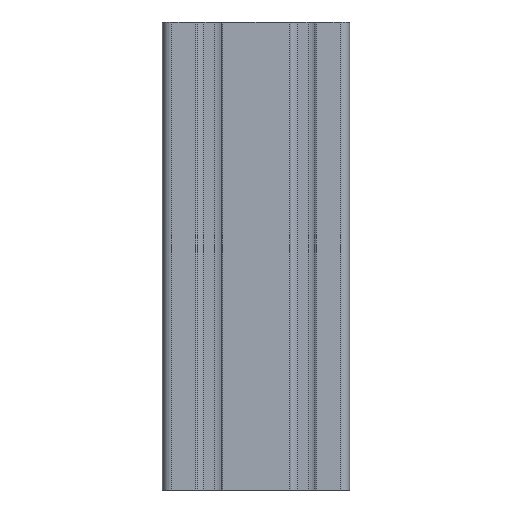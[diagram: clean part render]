
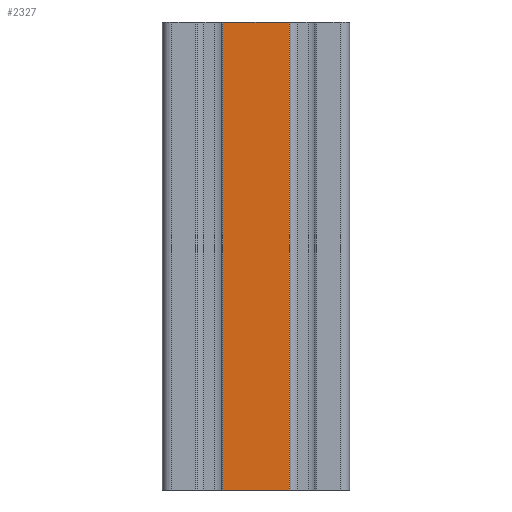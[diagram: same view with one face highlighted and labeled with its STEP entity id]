
A CAD part, front view. The second image highlights one B-rep face of the part: STEP entity #2327.
In plain terms, the highlighted planar face has unit normal (0, -1, 0).
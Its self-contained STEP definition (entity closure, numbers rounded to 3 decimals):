
#53=PLANE('',#2569);
#143=FACE_OUTER_BOUND('',#269,.T.);
#269=EDGE_LOOP('',(#1971,#1972,#1973,#1974));
#371=LINE('',#3501,#603);
#411=LINE('',#3660,#643);
#456=LINE('',#3834,#688);
#459=LINE('',#3839,#691);
#603=VECTOR('',#2751,14.2);
#643=VECTOR('',#2877,14.2);
#688=VECTOR('',#3014,100.);
#691=VECTOR('',#3021,100.);
#990=VERTEX_POINT('',#3498);
#991=VERTEX_POINT('',#3500);
#1066=VERTEX_POINT('',#3657);
#1067=VERTEX_POINT('',#3659);
#1228=EDGE_CURVE('',#990,#991,#371,.T.);
#1308=EDGE_CURVE('',#1066,#1067,#411,.T.);
#1396=EDGE_CURVE('',#991,#1066,#456,.T.);
#1399=EDGE_CURVE('',#1067,#990,#459,.T.);
#1971=ORIENTED_EDGE('',*,*,#1396,.F.);
#1972=ORIENTED_EDGE('',*,*,#1228,.F.);
#1973=ORIENTED_EDGE('',*,*,#1399,.F.);
#1974=ORIENTED_EDGE('',*,*,#1308,.F.);
#2327=ADVANCED_FACE('',(#143),#53,.T.);
#2569=AXIS2_PLACEMENT_3D('',#3944,#3175,#3176);
#2751=DIRECTION('',(-1.,0.,0.));
#2877=DIRECTION('',(1.,0.,0.));
#3014=DIRECTION('',(0.,0.,1.));
#3021=DIRECTION('',(0.,0.,-1.));
#3175=DIRECTION('center_axis',(0.,-1.,0.));
#3176=DIRECTION('ref_axis',(1.,0.,0.));
#3498=CARTESIAN_POINT('',(7.1,-10.,0.));
#3500=CARTESIAN_POINT('',(-7.1,-10.,0.));
#3501=CARTESIAN_POINT('',(20.,-10.,0.));
#3657=CARTESIAN_POINT('',(-7.1,-10.,100.));
#3659=CARTESIAN_POINT('',(7.1,-10.,100.));
#3660=CARTESIAN_POINT('',(20.,-10.,100.));
#3834=CARTESIAN_POINT('',(-7.1,-10.,50.));
#3839=CARTESIAN_POINT('',(7.1,-10.,50.));
#3944=CARTESIAN_POINT('Origin',(-20.,-10.,0.));
